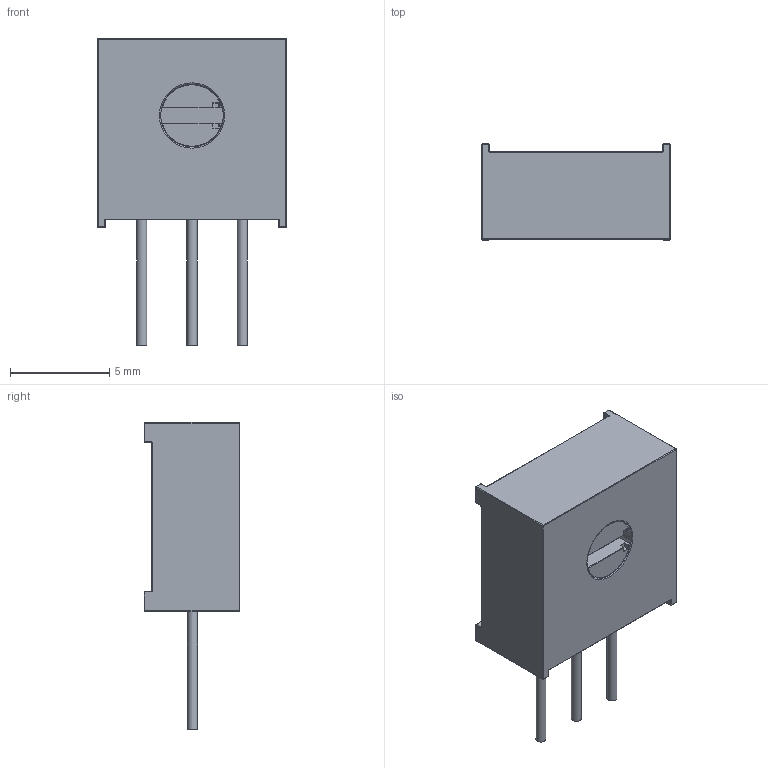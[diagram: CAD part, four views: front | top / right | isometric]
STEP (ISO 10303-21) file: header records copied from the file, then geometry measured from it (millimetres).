
FILE_DESCRIPTION(/* description */ ('Unknown'),/* implementation_level */ '2;1');
FILE_NAME(/* name */ '3386W-1-502LF',/* time_stamp */ '2023-09-20T10:32:20+02:00',/* author */ ('Unknown'),/* organization */ ('Unknown'),/* preprocessor_version */ 'ST-DEVELOPER v18.102',/* originating_system */ 'Solid Edge',/* authorisation */ 'Unknown');
FILE_SCHEMA (('AUTOMOTIVE_DESIGN {1 0 10303 214 3 1 1}'));
Length unit declared in the file: millimetre
Products named in the file (1): 3386W-1-502LF
Bounding box: 9.53 x 4.83 x 15.5 mm (x, y, z)
Volume: 391.3 mm3; surface area: 403.5 mm2
Topology: 1 solids, 1 shells, 157 faces, 365 edges, 185 vertices
Faces by surface type: cylinder 73, plane 37, sphere 26, torus 21
Full cylindrical faces by diameter (mm): 0.51 x3, 3.15 x1, 3.2 x1
Entity records: 5209 total; most frequent: DIRECTION 810, CARTESIAN_POINT 662, ORIENTED_EDGE 648, AXIS2_PLACEMENT_3D 328, EDGE_CURVE 324, VERTEX_POINT 180, EDGE_LOOP 168, FACE_BOUND 168
